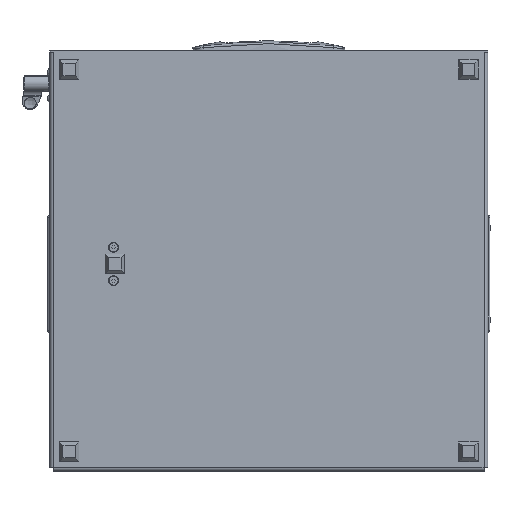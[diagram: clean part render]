
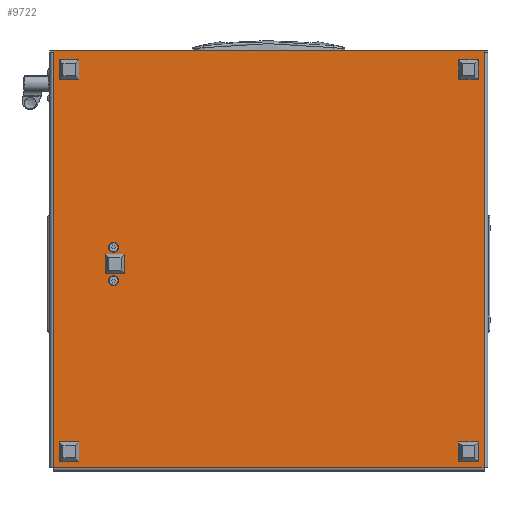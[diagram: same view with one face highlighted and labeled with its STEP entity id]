
A CAD part, front view. The second image highlights one B-rep face of the part: STEP entity #9722.
In plain terms, the highlighted face is planar.
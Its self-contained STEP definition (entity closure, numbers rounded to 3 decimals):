
#545 = CARTESIAN_POINT ( 'NONE',  ( 240., 389., 0. ) ) ;
#550 = LINE ( 'NONE', #41500, #38816 ) ;
#859 = ORIENTED_EDGE ( 'NONE', *, *, #29539, .F. ) ;
#1138 = CARTESIAN_POINT ( 'NONE',  ( 199.8, 389., 0. ) ) ;
#2475 = DIRECTION ( 'NONE',  ( -1., 0., 0. ) ) ;
#3091 = EDGE_LOOP ( 'NONE', ( #859, #23994 ) ) ;
#3437 = DIRECTION ( 'NONE',  ( -1., 0., 0. ) ) ;
#3849 = VERTEX_POINT ( 'NONE', #1138 ) ;
#4513 = ORIENTED_EDGE ( 'NONE', *, *, #32226, .F. ) ;
#4885 = CARTESIAN_POINT ( 'NONE',  ( 0., -4., 0. ) ) ;
#5619 = DIRECTION ( 'NONE',  ( 0., 0., -1. ) ) ;
#5637 = DIRECTION ( 'NONE',  ( -1., 0., 0. ) ) ;
#5640 = VERTEX_POINT ( 'NONE', #32450 ) ;
#6028 = ORIENTED_EDGE ( 'NONE', *, *, #20528, .F. ) ;
#6622 = DIRECTION ( 'NONE',  ( 0., -1., 0. ) ) ;
#7235 = ORIENTED_EDGE ( 'NONE', *, *, #26711, .F. ) ;
#7402 = DIRECTION ( 'NONE',  ( -1., 0., 0. ) ) ;
#7443 = VECTOR ( 'NONE', #19479, 1000. ) ;
#7747 = DIRECTION ( 'NONE',  ( -1., 0., 0. ) ) ;
#8765 = VERTEX_POINT ( 'NONE', #9109 ) ;
#9109 = CARTESIAN_POINT ( 'NONE',  ( 234.8, 389., 0. ) ) ;
#9296 = EDGE_CURVE ( 'NONE', #32924, #22005, #21880, .T. ) ;
#9521 = DIRECTION ( 'NONE',  ( 1., 0., 0. ) ) ;
#9549 = VERTEX_POINT ( 'NONE', #28544 ) ;
#9722 = ADVANCED_FACE ( 'NONE', ( #15840, #25877, #11303 ), #40497, .T. ) ;
#9767 = LINE ( 'NONE', #20755, #21163 ) ;
#11303 = FACE_OUTER_BOUND ( 'NONE', #33240, .T. ) ;
#11659 = EDGE_CURVE ( 'NONE', #33512, #42647, #22492, .T. ) ;
#13100 = CARTESIAN_POINT ( 'NONE',  ( -2., -2., 0. ) ) ;
#13255 = ORIENTED_EDGE ( 'NONE', *, *, #29265, .F. ) ;
#13457 = AXIS2_PLACEMENT_3D ( 'NONE', #43205, #5619, #2475 ) ;
#14842 = EDGE_LOOP ( 'NONE', ( #4513, #13255 ) ) ;
#14889 = CARTESIAN_POINT ( 'NONE',  ( 0., 452., 0. ) ) ;
#15375 = VECTOR ( 'NONE', #44127, 1000. ) ;
#15658 = VERTEX_POINT ( 'NONE', #23365 ) ;
#15840 = FACE_BOUND ( 'NONE', #3091, .T. ) ;
#17789 = AXIS2_PLACEMENT_3D ( 'NONE', #545, #33385, #7747 ) ;
#17800 = CARTESIAN_POINT ( 'NONE',  ( 0., 0., 0. ) ) ;
#18171 = VERTEX_POINT ( 'NONE', #31251 ) ;
#18629 = DIRECTION ( 'NONE',  ( 0., 0., -1. ) ) ;
#18903 = VECTOR ( 'NONE', #25735, 1000. ) ;
#18969 = ORIENTED_EDGE ( 'NONE', *, *, #27786, .F. ) ;
#19160 = CARTESIAN_POINT ( 'NONE',  ( 0., 452., 0. ) ) ;
#19257 = CARTESIAN_POINT ( 'NONE',  ( -2., 454., 0. ) ) ;
#19479 = DIRECTION ( 'NONE',  ( 0., 1., 0. ) ) ;
#20528 = EDGE_CURVE ( 'NONE', #32924, #33568, #37692, .T. ) ;
#20755 = CARTESIAN_POINT ( 'NONE',  ( 0., 0., 0. ) ) ;
#21163 = VECTOR ( 'NONE', #9521, 1000. ) ;
#21446 = LINE ( 'NONE', #29353, #22291 ) ;
#21880 = LINE ( 'NONE', #25469, #22464 ) ;
#21911 = LINE ( 'NONE', #25500, #18903 ) ;
#21965 = VECTOR ( 'NONE', #44553, 1000. ) ;
#22005 = VERTEX_POINT ( 'NONE', #13100 ) ;
#22291 = VECTOR ( 'NONE', #6622, 1000. ) ;
#22464 = VECTOR ( 'NONE', #3437, 1000. ) ;
#22492 = LINE ( 'NONE', #43847, #21965 ) ;
#22980 = EDGE_CURVE ( 'NONE', #15658, #34705, #21446, .T. ) ;
#23365 = CARTESIAN_POINT ( 'NONE',  ( 436., 452., 0. ) ) ;
#23617 = CARTESIAN_POINT ( 'NONE',  ( 205., 389., 0. ) ) ;
#23643 = ORIENTED_EDGE ( 'NONE', *, *, #27474, .F. ) ;
#23994 = ORIENTED_EDGE ( 'NONE', *, *, #34842, .F. ) ;
#24473 = CARTESIAN_POINT ( 'NONE',  ( 0., 454., 0. ) ) ;
#24551 = AXIS2_PLACEMENT_3D ( 'NONE', #23617, #34618, #5637 ) ;
#24899 = CARTESIAN_POINT ( 'NONE',  ( 205., 389., 0. ) ) ;
#25469 = CARTESIAN_POINT ( 'NONE',  ( 0., -2., 0. ) ) ;
#25500 = CARTESIAN_POINT ( 'NONE',  ( -2., -4., 0. ) ) ;
#25735 = DIRECTION ( 'NONE',  ( 0., 1., 0. ) ) ;
#25877 = FACE_BOUND ( 'NONE', #14842, .T. ) ;
#26084 = ORIENTED_EDGE ( 'NONE', *, *, #9296, .T. ) ;
#26110 = DIRECTION ( 'NONE',  ( -1., 0., 0. ) ) ;
#26711 = EDGE_CURVE ( 'NONE', #33568, #34705, #9767, .T. ) ;
#26950 = CIRCLE ( 'NONE', #33096, 5.2 ) ;
#27474 = EDGE_CURVE ( 'NONE', #18171, #42647, #550, .T. ) ;
#27786 = EDGE_CURVE ( 'NONE', #15658, #18171, #37141, .T. ) ;
#28544 = CARTESIAN_POINT ( 'NONE',  ( 210.2, 389., 0. ) ) ;
#29265 = EDGE_CURVE ( 'NONE', #5640, #8765, #33872, .T. ) ;
#29353 = CARTESIAN_POINT ( 'NONE',  ( 436., 452., 0. ) ) ;
#29539 = EDGE_CURVE ( 'NONE', #3849, #9549, #26950, .T. ) ;
#30201 = DIRECTION ( 'NONE',  ( 0., 0., -1. ) ) ;
#30820 = AXIS2_PLACEMENT_3D ( 'NONE', #19160, #30201, #26110 ) ;
#31251 = CARTESIAN_POINT ( 'NONE',  ( 0., 452., 0. ) ) ;
#31741 = ORIENTED_EDGE ( 'NONE', *, *, #22980, .T. ) ;
#32226 = EDGE_CURVE ( 'NONE', #8765, #5640, #44068, .T. ) ;
#32450 = CARTESIAN_POINT ( 'NONE',  ( 245.2, 389., 0. ) ) ;
#32924 = VERTEX_POINT ( 'NONE', #45476 ) ;
#33096 = AXIS2_PLACEMENT_3D ( 'NONE', #24899, #18629, #7402 ) ;
#33240 = EDGE_LOOP ( 'NONE', ( #6028, #26084, #44503, #43169, #23643, #18969, #31741, #7235 ) ) ;
#33385 = DIRECTION ( 'NONE',  ( 0., 0., -1. ) ) ;
#33512 = VERTEX_POINT ( 'NONE', #19257 ) ;
#33568 = VERTEX_POINT ( 'NONE', #17800 ) ;
#33872 = CIRCLE ( 'NONE', #17789, 5.2 ) ;
#34618 = DIRECTION ( 'NONE',  ( 0., 0., -1. ) ) ;
#34705 = VERTEX_POINT ( 'NONE', #39710 ) ;
#34842 = EDGE_CURVE ( 'NONE', #9549, #3849, #45221, .T. ) ;
#37141 = LINE ( 'NONE', #14889, #15375 ) ;
#37692 = LINE ( 'NONE', #4885, #7443 ) ;
#38816 = VECTOR ( 'NONE', #41026, 1000. ) ;
#39710 = CARTESIAN_POINT ( 'NONE',  ( 436., 0., 0. ) ) ;
#40497 = PLANE ( 'NONE',  #30820 ) ;
#41026 = DIRECTION ( 'NONE',  ( 0., 1., 0. ) ) ;
#41500 = CARTESIAN_POINT ( 'NONE',  ( 0., -4., 0. ) ) ;
#42647 = VERTEX_POINT ( 'NONE', #24473 ) ;
#43169 = ORIENTED_EDGE ( 'NONE', *, *, #11659, .T. ) ;
#43205 = CARTESIAN_POINT ( 'NONE',  ( 240., 389., 0. ) ) ;
#43847 = CARTESIAN_POINT ( 'NONE',  ( 0., 454., 0. ) ) ;
#44068 = CIRCLE ( 'NONE', #13457, 5.2 ) ;
#44127 = DIRECTION ( 'NONE',  ( -1., 0., 0. ) ) ;
#44503 = ORIENTED_EDGE ( 'NONE', *, *, #45030, .T. ) ;
#44553 = DIRECTION ( 'NONE',  ( 1., 0., 0. ) ) ;
#45030 = EDGE_CURVE ( 'NONE', #22005, #33512, #21911, .T. ) ;
#45221 = CIRCLE ( 'NONE', #24551, 5.2 ) ;
#45476 = CARTESIAN_POINT ( 'NONE',  ( 0., -2., 0. ) ) ;
